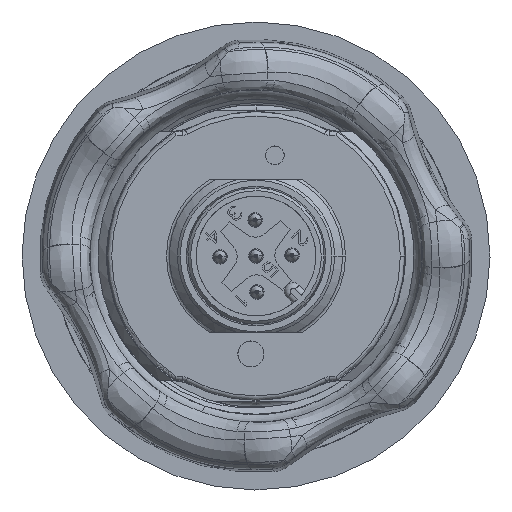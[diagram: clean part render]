
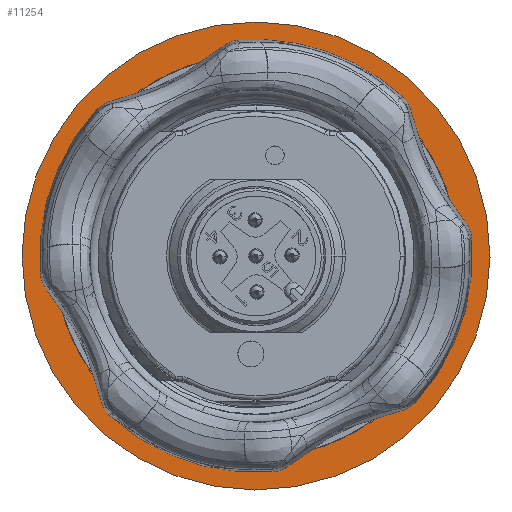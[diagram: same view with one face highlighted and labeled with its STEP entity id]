
A CAD part, front view. The second image highlights one B-rep face of the part: STEP entity #11254.
In plain terms, the highlighted planar face has unit normal (0, -1, 0).
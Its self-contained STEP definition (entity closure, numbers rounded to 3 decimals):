
#906 = ORIENTED_EDGE ( 'NONE', *, *, #21962, .T. ) ;
#1271 = CARTESIAN_POINT ( 'NONE',  ( 0., 14.9, 0. ) ) ;
#2815 = AXIS2_PLACEMENT_3D ( 'NONE', #23276, #9350, #6897 ) ;
#2847 = ORIENTED_EDGE ( 'NONE', *, *, #14638, .F. ) ;
#3648 = VERTEX_POINT ( 'NONE', #12779 ) ;
#4351 = EDGE_CURVE ( 'NONE', #14169, #6944, #29188, .T. ) ;
#6897 = DIRECTION ( 'NONE',  ( 0.169, 0., -0.986 ) ) ;
#6944 = VERTEX_POINT ( 'NONE', #10970 ) ;
#7128 = CARTESIAN_POINT ( 'NONE',  ( 2.368, 14.9, -13.798 ) ) ;
#7950 = VERTEX_POINT ( 'NONE', #18329 ) ;
#8274 = ORIENTED_EDGE ( 'NONE', *, *, #4351, .F. ) ;
#9350 = DIRECTION ( 'NONE',  ( 0., -1., 0. ) ) ;
#10423 = FACE_BOUND ( 'NONE', #17925, .T. ) ;
#10695 = EDGE_CURVE ( 'NONE', #3648, #7950, #25452, .T. ) ;
#10970 = CARTESIAN_POINT ( 'NONE',  ( -2.368, 14.9, 13.798 ) ) ;
#11254 = ADVANCED_FACE ( 'NONE', ( #10423, #26322 ), #28435, .T. ) ;
#12743 = CARTESIAN_POINT ( 'NONE',  ( 0., 14.9, 0. ) ) ;
#12779 = CARTESIAN_POINT ( 'NONE',  ( 2.744, 14.9, -15.985 ) ) ;
#13014 = DIRECTION ( 'NONE',  ( 0.169, 0., -0.986 ) ) ;
#14169 = VERTEX_POINT ( 'NONE', #7128 ) ;
#14638 = EDGE_CURVE ( 'NONE', #6944, #14169, #18387, .T. ) ;
#14898 = DIRECTION ( 'NONE',  ( 0.169, 0., -0.986 ) ) ;
#15283 = CIRCLE ( 'NONE', #21143, 16.219 ) ;
#15630 = DIRECTION ( 'NONE',  ( 0., -1., 0. ) ) ;
#16019 = AXIS2_PLACEMENT_3D ( 'NONE', #12743, #21633, #23930 ) ;
#17925 = EDGE_LOOP ( 'NONE', ( #8274, #2847 ) ) ;
#17943 = EDGE_LOOP ( 'NONE', ( #21886, #906 ) ) ;
#18329 = CARTESIAN_POINT ( 'NONE',  ( -2.744, 14.9, 15.985 ) ) ;
#18387 = CIRCLE ( 'NONE', #16019, 14. ) ;
#19243 = CARTESIAN_POINT ( 'NONE',  ( 13.798, 14.9, 2.368 ) ) ;
#21143 = AXIS2_PLACEMENT_3D ( 'NONE', #1271, #15630, #13014 ) ;
#21633 = DIRECTION ( 'NONE',  ( 0., -1., 0. ) ) ;
#21886 = ORIENTED_EDGE ( 'NONE', *, *, #10695, .T. ) ;
#21939 = DIRECTION ( 'NONE',  ( 0., -1., 0. ) ) ;
#21962 = EDGE_CURVE ( 'NONE', #7950, #3648, #15283, .T. ) ;
#23276 = CARTESIAN_POINT ( 'NONE',  ( 0., 14.9, 0. ) ) ;
#23493 = AXIS2_PLACEMENT_3D ( 'NONE', #19243, #23693, #26280 ) ;
#23693 = DIRECTION ( 'NONE',  ( 0., -1., 0. ) ) ;
#23930 = DIRECTION ( 'NONE',  ( 0.169, 0., -0.986 ) ) ;
#25452 = CIRCLE ( 'NONE', #28850, 16.219 ) ;
#26280 = DIRECTION ( 'NONE',  ( 0., 0., -1. ) ) ;
#26322 = FACE_OUTER_BOUND ( 'NONE', #17943, .T. ) ;
#26825 = CARTESIAN_POINT ( 'NONE',  ( 0., 14.9, 0. ) ) ;
#28435 = PLANE ( 'NONE',  #23493 ) ;
#28850 = AXIS2_PLACEMENT_3D ( 'NONE', #26825, #21939, #14898 ) ;
#29188 = CIRCLE ( 'NONE', #2815, 14. ) ;
